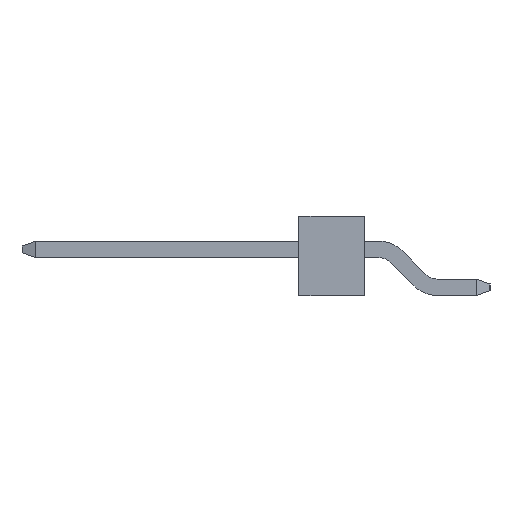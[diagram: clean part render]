
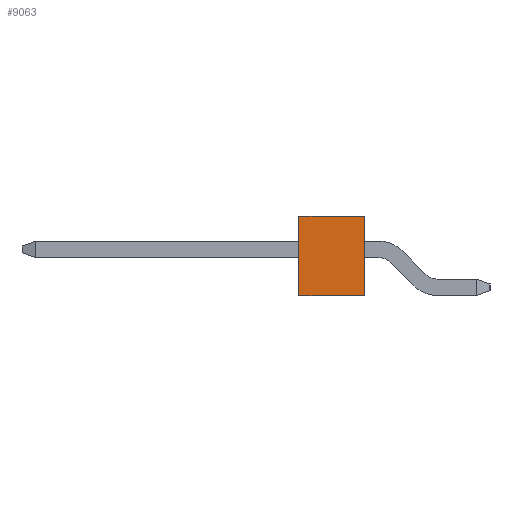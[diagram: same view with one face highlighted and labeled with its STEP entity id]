
A CAD part, left-side view. The second image highlights one B-rep face of the part: STEP entity #9063.
In plain terms, the highlighted face is planar.
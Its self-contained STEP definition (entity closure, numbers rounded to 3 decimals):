
#1786 = VERTEX_POINT('',#1787);
#1787 = CARTESIAN_POINT('',(35.56,-1.524,-1.27));
#1793 = EDGE_CURVE('',#1794,#1786,#1796,.T.);
#1794 = VERTEX_POINT('',#1795);
#1795 = CARTESIAN_POINT('',(35.56,-1.524,1.27));
#1796 = LINE('',#1797,#1798);
#1797 = CARTESIAN_POINT('',(35.56,-1.524,1.27));
#1798 = VECTOR('',#1799,1.);
#1799 = DIRECTION('',(0.,0.,-1.));
#3003 = EDGE_CURVE('',#1794,#3004,#3006,.T.);
#3004 = VERTEX_POINT('',#3005);
#3005 = CARTESIAN_POINT('',(35.56,1.524,1.27));
#3006 = LINE('',#3007,#3008);
#3007 = CARTESIAN_POINT('',(35.56,-1.524,1.27));
#3008 = VECTOR('',#3009,1.);
#3009 = DIRECTION('',(0.,1.,0.));
#6514 = VERTEX_POINT('',#6515);
#6515 = CARTESIAN_POINT('',(35.56,1.524,-1.27));
#6521 = EDGE_CURVE('',#1786,#6514,#6522,.T.);
#6522 = LINE('',#6523,#6524);
#6523 = CARTESIAN_POINT('',(35.56,-1.524,-1.27));
#6524 = VECTOR('',#6525,1.);
#6525 = DIRECTION('',(0.,1.,0.));
#7136 = EDGE_CURVE('',#3004,#6514,#7137,.T.);
#7137 = LINE('',#7138,#7139);
#7138 = CARTESIAN_POINT('',(35.56,1.524,1.27));
#7139 = VECTOR('',#7140,1.);
#7140 = DIRECTION('',(0.,0.,-1.));
#9063 = ADVANCED_FACE('',(#9064),#9070,.F.);
#9064 = FACE_BOUND('',#9065,.T.);
#9065 = EDGE_LOOP('',(#9066,#9067,#9068,#9069));
#9066 = ORIENTED_EDGE('',*,*,#6521,.T.);
#9067 = ORIENTED_EDGE('',*,*,#7136,.F.);
#9068 = ORIENTED_EDGE('',*,*,#3003,.F.);
#9069 = ORIENTED_EDGE('',*,*,#1793,.T.);
#9070 = PLANE('',#9071);
#9071 = AXIS2_PLACEMENT_3D('',#9072,#9073,#9074);
#9072 = CARTESIAN_POINT('',(35.56,-1.524,1.27));
#9073 = DIRECTION('',(-1.,0.,0.));
#9074 = DIRECTION('',(0.,0.,1.));
